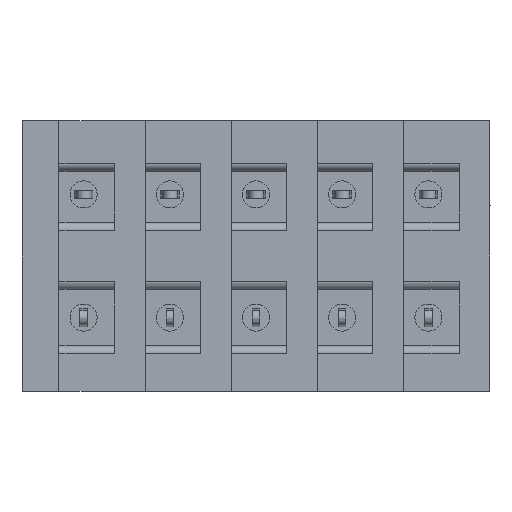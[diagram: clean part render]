
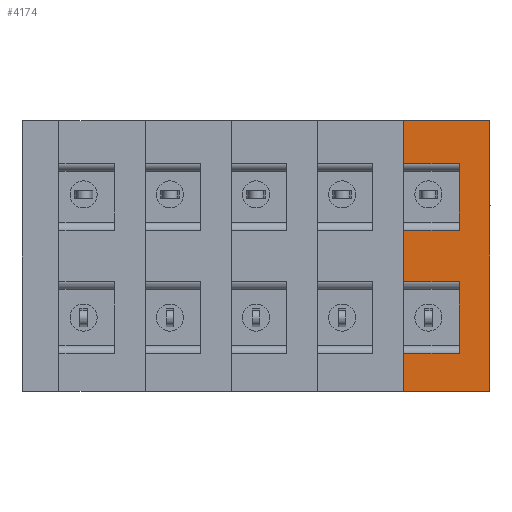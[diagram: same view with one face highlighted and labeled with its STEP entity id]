
A CAD part, front view. The second image highlights one B-rep face of the part: STEP entity #4174.
In plain terms, the highlighted planar face has unit normal (0, -1, 0).
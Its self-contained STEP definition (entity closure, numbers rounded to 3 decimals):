
#70 = VECTOR ( 'NONE', #17625, 1000. ) ;
#116 = CARTESIAN_POINT ( 'NONE',  ( -7.7, 0., 9.9 ) ) ;
#669 = CARTESIAN_POINT ( 'NONE',  ( -3.95, 0., 7.65 ) ) ;
#792 = LINE ( 'NONE', #9132, #16861 ) ;
#960 = VECTOR ( 'NONE', #9730, 1000. ) ;
#1002 = DIRECTION ( 'NONE',  ( 0., 0., -1. ) ) ;
#1757 = VECTOR ( 'NONE', #19503, 1000. ) ;
#2043 = DIRECTION ( 'NONE',  ( 0., 0., 1. ) ) ;
#2150 = CARTESIAN_POINT ( 'NONE',  ( -7.7, 0., 9.9 ) ) ;
#2161 = VERTEX_POINT ( 'NONE', #21552 ) ;
#2490 = EDGE_CURVE ( 'NONE', #19221, #19123, #22703, .T. ) ;
#2709 = DIRECTION ( 'NONE',  ( -1., 0., 0. ) ) ;
#2725 = CARTESIAN_POINT ( 'NONE',  ( -6.65, 0., 6.4 ) ) ;
#2781 = LINE ( 'NONE', #11703, #960 ) ;
#2788 = VECTOR ( 'NONE', #16126, 1000. ) ;
#2873 = LINE ( 'NONE', #4491, #6647 ) ;
#3359 = VECTOR ( 'NONE', #19735, 1000. ) ;
#3622 = LINE ( 'NONE', #116, #2788 ) ;
#3639 = CARTESIAN_POINT ( 'NONE',  ( -2.2, 0., 6.4 ) ) ;
#4111 = ORIENTED_EDGE ( 'NONE', *, *, #2490, .T. ) ;
#4174 = ADVANCED_FACE ( 'NONE', ( #5019 ), #10125, .T. ) ;
#4231 = ORIENTED_EDGE ( 'NONE', *, *, #12365, .T. ) ;
#4491 = CARTESIAN_POINT ( 'NONE',  ( -3.95, 0., 8.775 ) ) ;
#5019 = FACE_OUTER_BOUND ( 'NONE', #8955, .T. ) ;
#5133 = CARTESIAN_POINT ( 'NONE',  ( -2.2, 0., 6.4 ) ) ;
#5827 = CARTESIAN_POINT ( 'NONE',  ( -3.95, 0., 9.9 ) ) ;
#5977 = LINE ( 'NONE', #11076, #11975 ) ;
#6245 = ORIENTED_EDGE ( 'NONE', *, *, #8113, .F. ) ;
#6317 = VERTEX_POINT ( 'NONE', #669 ) ;
#6647 = VECTOR ( 'NONE', #8083, 1000. ) ;
#6982 = LINE ( 'NONE', #3639, #3359 ) ;
#7147 = EDGE_CURVE ( 'NONE', #7601, #2161, #6982, .T. ) ;
#7601 = VERTEX_POINT ( 'NONE', #7763 ) ;
#7763 = CARTESIAN_POINT ( 'NONE',  ( -2.2, 0., 6.4 ) ) ;
#8042 = VECTOR ( 'NONE', #12231, 1000. ) ;
#8083 = DIRECTION ( 'NONE',  ( 0., 0., 1. ) ) ;
#8113 = EDGE_CURVE ( 'NONE', #6317, #13457, #2873, .T. ) ;
#8851 = EDGE_CURVE ( 'NONE', #7601, #19123, #792, .T. ) ;
#8853 = VERTEX_POINT ( 'NONE', #16686 ) ;
#8955 = EDGE_LOOP ( 'NONE', ( #6245, #4231, #13773, #17680, #20998, #12782, #19449, #11109, #4111, #13885, #11747, #10042 ) ) ;
#9119 = EDGE_CURVE ( 'NONE', #12670, #9367, #5977, .T. ) ;
#9120 = VECTOR ( 'NONE', #12476, 1000. ) ;
#9132 = CARTESIAN_POINT ( 'NONE',  ( -7.7, 0., 6.4 ) ) ;
#9238 = CARTESIAN_POINT ( 'NONE',  ( -8.75, 0., 7.65 ) ) ;
#9302 = EDGE_CURVE ( 'NONE', #8853, #13228, #15250, .T. ) ;
#9367 = VERTEX_POINT ( 'NONE', #9677 ) ;
#9470 = VECTOR ( 'NONE', #2709, 1000. ) ;
#9561 = CARTESIAN_POINT ( 'NONE',  ( -6.65, 0., 7.65 ) ) ;
#9677 = CARTESIAN_POINT ( 'NONE',  ( -8.75, 0., 9.9 ) ) ;
#9730 = DIRECTION ( 'NONE',  ( -1., 0., 0. ) ) ;
#10042 = ORIENTED_EDGE ( 'NONE', *, *, #13714, .T. ) ;
#10125 = PLANE ( 'NONE',  #21083 ) ;
#10732 = LINE ( 'NONE', #2150, #8042 ) ;
#10777 = LINE ( 'NONE', #12277, #70 ) ;
#10972 = CARTESIAN_POINT ( 'NONE',  ( -13.2, 0., 9.9 ) ) ;
#10989 = DIRECTION ( 'NONE',  ( -1., 0., 0. ) ) ;
#11076 = CARTESIAN_POINT ( 'NONE',  ( -8.75, 0., 6.4 ) ) ;
#11109 = ORIENTED_EDGE ( 'NONE', *, *, #19679, .T. ) ;
#11703 = CARTESIAN_POINT ( 'NONE',  ( -7.7, 0., 7.65 ) ) ;
#11747 = ORIENTED_EDGE ( 'NONE', *, *, #7147, .T. ) ;
#11975 = VECTOR ( 'NONE', #2043, 1000. ) ;
#12231 = DIRECTION ( 'NONE',  ( -1., 0., 0. ) ) ;
#12237 = CARTESIAN_POINT ( 'NONE',  ( -13.2, 0., 6.4 ) ) ;
#12277 = CARTESIAN_POINT ( 'NONE',  ( -11.65, 0., 6.4 ) ) ;
#12365 = EDGE_CURVE ( 'NONE', #6317, #13228, #2781, .T. ) ;
#12418 = CARTESIAN_POINT ( 'NONE',  ( -7.7, 0., 9.9 ) ) ;
#12476 = DIRECTION ( 'NONE',  ( 0., 0., -1. ) ) ;
#12670 = VERTEX_POINT ( 'NONE', #9238 ) ;
#12782 = ORIENTED_EDGE ( 'NONE', *, *, #15466, .T. ) ;
#12816 = LINE ( 'NONE', #18482, #9470 ) ;
#13048 = EDGE_CURVE ( 'NONE', #8853, #9367, #10732, .T. ) ;
#13228 = VERTEX_POINT ( 'NONE', #9561 ) ;
#13370 = CARTESIAN_POINT ( 'NONE',  ( -11.65, 0., 7.65 ) ) ;
#13457 = VERTEX_POINT ( 'NONE', #5827 ) ;
#13714 = EDGE_CURVE ( 'NONE', #2161, #13457, #17978, .T. ) ;
#13773 = ORIENTED_EDGE ( 'NONE', *, *, #9302, .F. ) ;
#13885 = ORIENTED_EDGE ( 'NONE', *, *, #8851, .F. ) ;
#14199 = VECTOR ( 'NONE', #1002, 1000. ) ;
#14964 = VERTEX_POINT ( 'NONE', #17956 ) ;
#15250 = LINE ( 'NONE', #2725, #14199 ) ;
#15466 = EDGE_CURVE ( 'NONE', #12670, #22271, #12816, .T. ) ;
#15690 = DIRECTION ( 'NONE',  ( 0., 0., -1. ) ) ;
#15973 = CARTESIAN_POINT ( 'NONE',  ( -13.2, 0., 6.4 ) ) ;
#16126 = DIRECTION ( 'NONE',  ( -1., 0., 0. ) ) ;
#16216 = EDGE_CURVE ( 'NONE', #14964, #22271, #10777, .T. ) ;
#16686 = CARTESIAN_POINT ( 'NONE',  ( -6.65, 0., 9.9 ) ) ;
#16861 = VECTOR ( 'NONE', #10989, 1000. ) ;
#17625 = DIRECTION ( 'NONE',  ( 0., 0., -1. ) ) ;
#17680 = ORIENTED_EDGE ( 'NONE', *, *, #13048, .T. ) ;
#17956 = CARTESIAN_POINT ( 'NONE',  ( -11.65, 0., 9.9 ) ) ;
#17978 = LINE ( 'NONE', #12418, #1757 ) ;
#18482 = CARTESIAN_POINT ( 'NONE',  ( -7.7, 0., 7.65 ) ) ;
#19123 = VERTEX_POINT ( 'NONE', #15973 ) ;
#19175 = DIRECTION ( 'NONE',  ( 0., -1., 0. ) ) ;
#19221 = VERTEX_POINT ( 'NONE', #10972 ) ;
#19449 = ORIENTED_EDGE ( 'NONE', *, *, #16216, .F. ) ;
#19503 = DIRECTION ( 'NONE',  ( -1., 0., 0. ) ) ;
#19679 = EDGE_CURVE ( 'NONE', #14964, #19221, #3622, .T. ) ;
#19735 = DIRECTION ( 'NONE',  ( 0., 0., 1. ) ) ;
#20998 = ORIENTED_EDGE ( 'NONE', *, *, #9119, .F. ) ;
#21083 = AXIS2_PLACEMENT_3D ( 'NONE', #5133, #19175, #15690 ) ;
#21552 = CARTESIAN_POINT ( 'NONE',  ( -2.2, 0., 9.9 ) ) ;
#22271 = VERTEX_POINT ( 'NONE', #13370 ) ;
#22703 = LINE ( 'NONE', #12237, #9120 ) ;
